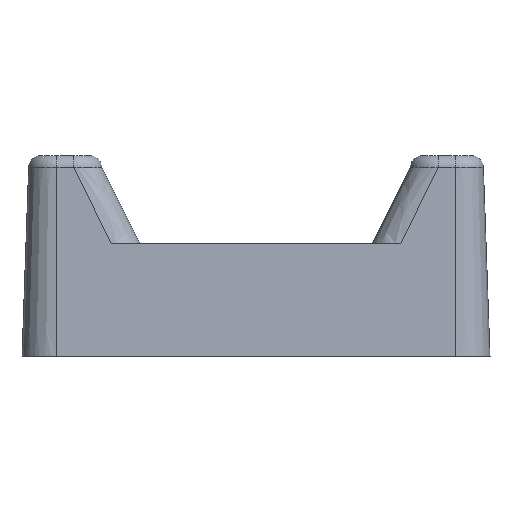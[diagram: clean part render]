
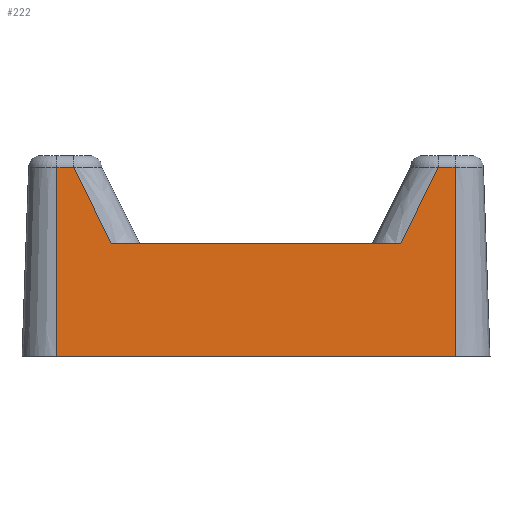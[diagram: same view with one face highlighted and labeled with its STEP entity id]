
A CAD part, front view. The second image highlights one B-rep face of the part: STEP entity #222.
In plain terms, the highlighted planar face has unit normal (0, -0.999, 0.035).
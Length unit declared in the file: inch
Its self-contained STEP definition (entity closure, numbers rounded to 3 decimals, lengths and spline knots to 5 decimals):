
#152=FACE_OUTER_BOUND('',#325,.T.);
#222=ADVANCED_FACE('',(#152),#279,.F.);
#279=PLANE('',#1249);
#325=EDGE_LOOP('',(#536,#537,#538,#539,#540,#541,#542,#543));
#536=ORIENTED_EDGE('',*,*,#920,.F.);
#537=ORIENTED_EDGE('',*,*,#906,.T.);
#538=ORIENTED_EDGE('',*,*,#873,.T.);
#539=ORIENTED_EDGE('',*,*,#923,.F.);
#540=ORIENTED_EDGE('',*,*,#924,.T.);
#541=ORIENTED_EDGE('',*,*,#925,.F.);
#542=ORIENTED_EDGE('',*,*,#840,.F.);
#543=ORIENTED_EDGE('',*,*,#926,.T.);
#740=VERTEX_POINT('',#1656);
#741=VERTEX_POINT('',#1658);
#773=VERTEX_POINT('',#1777);
#774=VERTEX_POINT('',#1779);
#792=VERTEX_POINT('',#1869);
#802=VERTEX_POINT('',#1897);
#803=VERTEX_POINT('',#1903);
#804=VERTEX_POINT('',#1905);
#840=EDGE_CURVE('',#740,#741,#999,.T.);
#873=EDGE_CURVE('',#774,#773,#1022,.T.);
#906=EDGE_CURVE('',#792,#774,#1050,.T.);
#920=EDGE_CURVE('',#792,#802,#1057,.T.);
#923=EDGE_CURVE('',#803,#773,#1059,.T.);
#924=EDGE_CURVE('',#803,#804,#1060,.T.);
#925=EDGE_CURVE('',#741,#804,#1061,.T.);
#926=EDGE_CURVE('',#740,#802,#1062,.T.);
#999=LINE('',#1657,#1103);
#1022=LINE('',#1778,#1126);
#1050=LINE('',#1868,#1155);
#1057=LINE('',#1896,#1163);
#1059=LINE('',#1902,#1165);
#1060=LINE('',#1904,#1166);
#1061=LINE('',#1906,#1167);
#1062=LINE('',#1907,#1168);
#1103=VECTOR('',#1328,1.);
#1126=VECTOR('',#1367,1.);
#1155=VECTOR('',#1422,1.);
#1163=VECTOR('',#1452,1.);
#1165=VECTOR('',#1460,1.);
#1166=VECTOR('',#1461,1.);
#1167=VECTOR('',#1462,1.);
#1168=VECTOR('',#1463,1.);
#1249=AXIS2_PLACEMENT_3D('',#1908,#1464,#1465);
#1328=DIRECTION('',(-1.,0.,0.));
#1367=DIRECTION('',(-1.,0.,0.));
#1422=DIRECTION('',(-0.446,-0.031,-0.894));
#1452=DIRECTION('',(1.,0.,0.));
#1460=DIRECTION('',(0.446,-0.031,-0.894));
#1461=DIRECTION('',(-1.,0.,0.));
#1462=DIRECTION('',(0.,0.035,0.999));
#1463=DIRECTION('',(0.,0.035,0.999));
#1464=DIRECTION('',(0.,0.999,-0.035));
#1465=DIRECTION('',(0.,0.035,0.999));
#1656=CARTESIAN_POINT('',(0.26797,-0.21,0.));
#1657=CARTESIAN_POINT('',(0.26797,-0.21,0.));
#1658=CARTESIAN_POINT('',(-0.26797,-0.21,0.));
#1777=CARTESIAN_POINT('',(-0.19451,-0.20469,0.152));
#1778=CARTESIAN_POINT('',(-0.20395,-0.20469,0.152));
#1779=CARTESIAN_POINT('',(0.19451,-0.20469,0.152));
#1868=CARTESIAN_POINT('',(0.24564,-0.20111,0.25456));
#1869=CARTESIAN_POINT('',(0.24564,-0.20111,0.25456));
#1896=CARTESIAN_POINT('',(0.13399,-0.20111,0.25456));
#1897=CARTESIAN_POINT('',(0.26797,-0.20111,0.25456));
#1902=CARTESIAN_POINT('',(-0.24564,-0.20111,0.25456));
#1903=CARTESIAN_POINT('',(-0.24564,-0.20111,0.25456));
#1904=CARTESIAN_POINT('',(-0.13399,-0.20111,0.25456));
#1905=CARTESIAN_POINT('',(-0.26797,-0.20111,0.25456));
#1906=CARTESIAN_POINT('',(-0.26797,-0.20994,0.00164));
#1907=CARTESIAN_POINT('',(0.26797,-0.20994,0.00164));
#1908=CARTESIAN_POINT('',(0.23401,-0.2029,0.20328));
